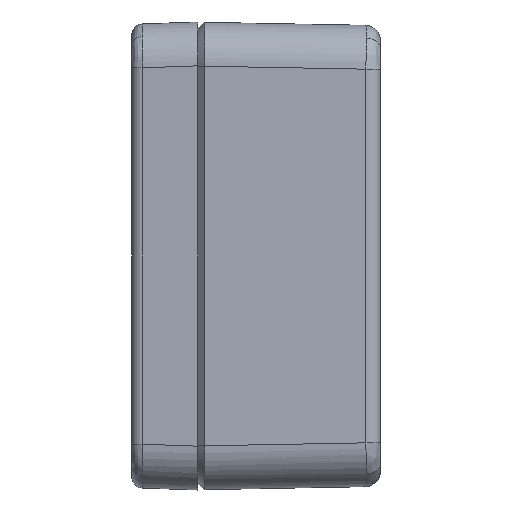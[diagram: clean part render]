
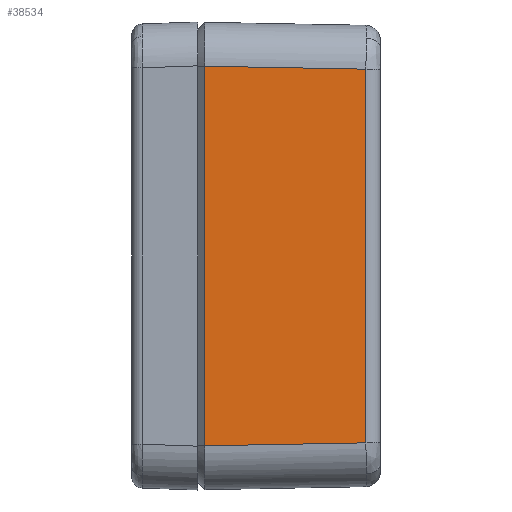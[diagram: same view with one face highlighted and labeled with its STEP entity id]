
A CAD part, left-side view. The second image highlights one B-rep face of the part: STEP entity #38534.
In plain terms, the highlighted planar face has unit normal (-1, -0.018, 0).
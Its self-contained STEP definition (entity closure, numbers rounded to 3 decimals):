
#250 = CARTESIAN_POINT ( 'NONE',  ( -48.55, -24.537, -25.551 ) ) ;
#1156 = CARTESIAN_POINT ( 'NONE',  ( -48.55, -24.537, 25.551 ) ) ;
#1520 = ORIENTED_EDGE ( 'NONE', *, *, #29851, .T. ) ;
#1522 = ORIENTED_EDGE ( 'NONE', *, *, #29856, .T. ) ;
#1523 = ORIENTED_EDGE ( 'NONE', *, *, #29857, .T. ) ;
#1525 = ORIENTED_EDGE ( 'NONE', *, *, #15952, .T. ) ;
#5303 = VECTOR ( 'NONE', #35792, 1000. ) ;
#5918 = CARTESIAN_POINT ( 'NONE',  ( -48.955, -2.482, 25.956 ) ) ;
#6189 = CARTESIAN_POINT ( 'NONE',  ( -48.955, -2.482, -25.956 ) ) ;
#8595 = VECTOR ( 'NONE', #20536, 1000. ) ;
#8600 = VECTOR ( 'NONE', #20554, 1000. ) ;
#8601 = VECTOR ( 'NONE', #20556, 1000. ) ;
#10535 = AXIS2_PLACEMENT_3D ( 'NONE', #31901, #31903, #31905 ) ;
#14335 = VERTEX_POINT ( 'NONE', #1156 ) ;
#15952 = EDGE_CURVE ( 'NONE', #25843, #14335, #36977, .T. ) ;
#20535 = CARTESIAN_POINT ( 'NONE',  ( -49.002, 0.11, -26.003 ) ) ;
#20536 = DIRECTION ( 'NONE',  ( 0.018, -1., 0.018 ) ) ;
#20553 = CARTESIAN_POINT ( 'NONE',  ( -48.981, -1.062, 25.982 ) ) ;
#20554 = DIRECTION ( 'NONE',  ( -0.018, 1., 0.018 ) ) ;
#20555 = CARTESIAN_POINT ( 'NONE',  ( -48.955, -2.482, -32. ) ) ;
#20556 = DIRECTION ( 'NONE',  ( 0., 0., -1. ) ) ;
#23147 = FACE_OUTER_BOUND ( 'NONE', #24082, .T. ) ;
#24082 = EDGE_LOOP ( 'NONE', ( #1522, #1523, #1520, #1525 ) ) ;
#25843 = VERTEX_POINT ( 'NONE', #250 ) ;
#27748 = LINE ( 'NONE', #20535, #8595 ) ;
#27752 = LINE ( 'NONE', #20553, #8600 ) ;
#27753 = LINE ( 'NONE', #20555, #8601 ) ;
#28753 = VERTEX_POINT ( 'NONE', #5918 ) ;
#29228 = VERTEX_POINT ( 'NONE', #6189 ) ;
#29851 = EDGE_CURVE ( 'NONE', #29228, #25843, #27748, .T. ) ;
#29856 = EDGE_CURVE ( 'NONE', #14335, #28753, #27752, .T. ) ;
#29857 = EDGE_CURVE ( 'NONE', #28753, #29228, #27753, .T. ) ;
#31900 = PLANE ( 'NONE',  #10535 ) ;
#31901 = CARTESIAN_POINT ( 'NONE',  ( -49., 0., -32. ) ) ;
#31903 = DIRECTION ( 'NONE',  ( -1., -0.018, 0. ) ) ;
#31905 = DIRECTION ( 'NONE',  ( 0.018, -1., 0. ) ) ;
#35791 = CARTESIAN_POINT ( 'NONE',  ( -48.55, -24.537, 25.515 ) ) ;
#35792 = DIRECTION ( 'NONE',  ( 0., 0., 1. ) ) ;
#36977 = LINE ( 'NONE', #35791, #5303 ) ;
#38534 = ADVANCED_FACE ( 'NONE', ( #23147 ), #31900, .T. ) ;
